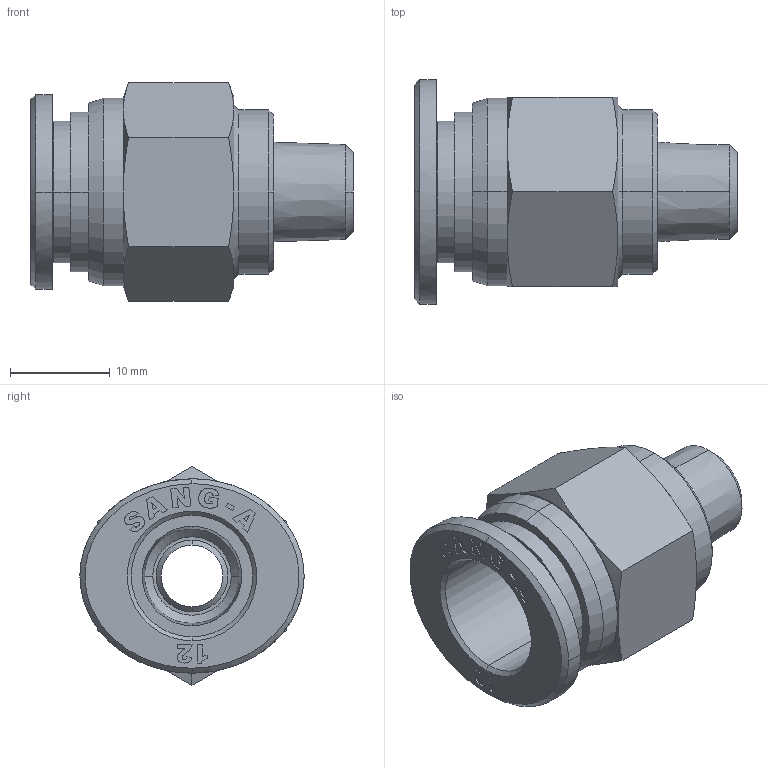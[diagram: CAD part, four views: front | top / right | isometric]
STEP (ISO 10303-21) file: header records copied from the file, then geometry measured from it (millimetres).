
FILE_DESCRIPTION (( 'STEP AP214' ), '1' );
FILE_NAME ('PC12-01.STEP', '2018-09-10T09:10:39', ( '' ), ( '' ), 'SwSTEP 2.0', 'SolidWorks 2018', '' );
FILE_SCHEMA (( 'AUTOMOTIVE_DESIGN' ));
Length unit declared in the file: millimetre
Products named in the file (1): PC12-01
Bounding box: 32.4 x 22.5 x 21.94 mm (x, y, z)
Surface area: 3390.3 mm2 (no closed solid volume)
Topology: 0 solids, 1 shells, 346 faces, 1110 edges, 735 vertices
Faces by surface type: plane 295, cone 29, cylinder 13, bspline 9
Entity records: 16521 total; most frequent: CARTESIAN_POINT 3094, ORIENTED_EDGE 2020, DIRECTION 1801, EDGE_CURVE 1110, VECTOR 1003, LINE 1003, VERTEX_POINT 735, AXIS2_PLACEMENT_3D 399
